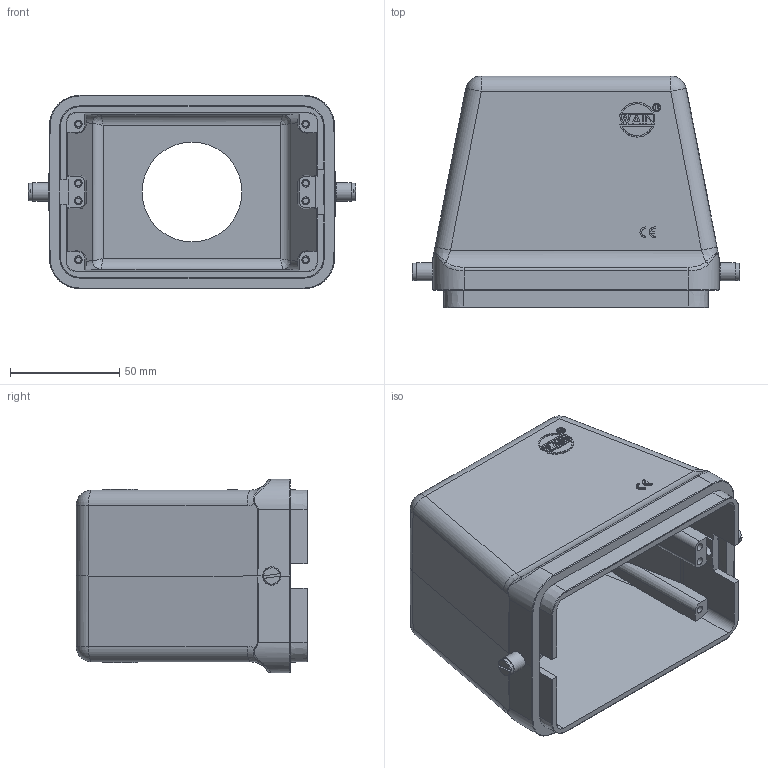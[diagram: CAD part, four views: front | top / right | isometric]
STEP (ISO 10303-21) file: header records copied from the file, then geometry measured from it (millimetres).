
FILE_DESCRIPTION(/* description */ (''),/* implementation_level */ '2;1');
FILE_NAME(/* name */ '3D_1240484151013_HV48B-TE-2B-PG36_V1.1.stp',/* time_stamp */ '2024-01-04T10:02:04+08:00',/* author */ (''),/* organization */ (''),/* preprocessor_version */ 'ST-DEVELOPER v18.1',/* originating_system */ 'SIEMENS PLM Software NX 1980',/* authorisation */ '');
FILE_SCHEMA (('AP203_CONFIGURATION_CONTROLLED_3D_DESIGN_OF_MECHANICAL_PARTS_AND_ASSEMBLIES_MIM_LF { 1 0 10303 403 2 1 2}'));
Length unit declared in the file: millimetre
Products named in the file (1): 3D_1240484151004_HV48B-TE-2B-M32_V1.0_stp
Bounding box: 150.01 x 106 x 88.5 mm (x, y, z)
Volume: 243821.4 mm3; surface area: 92276.4 mm2
Topology: 1 solids, 3 shells, 431 faces, 1072 edges, 687 vertices
Faces by surface type: plane 272, cylinder 94, bspline 20, cone 17, torus 16, extrusion 8, sphere 4
Full cylindrical faces by diameter (mm): 2.5 x8, 3.14 x2, 3.5 x8, 3.85 x2, 4.8 x2, 4.9 x4, 6.2 x2, 6.3 x2, 8 x2, 8.4 x2, 45.7 x1
Entity records: 13234 total; most frequent: CARTESIAN_POINT 3259, ORIENTED_EDGE 2002, DIRECTION 1974, EDGE_CURVE 1001, VECTOR 710, LINE 702, VERTEX_POINT 667, AXIS2_PLACEMENT_3D 632
